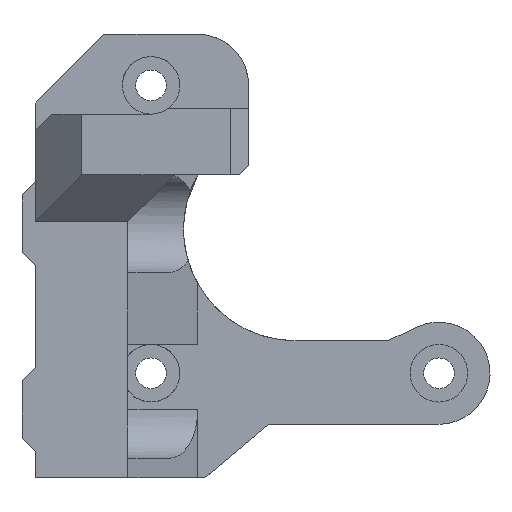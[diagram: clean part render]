
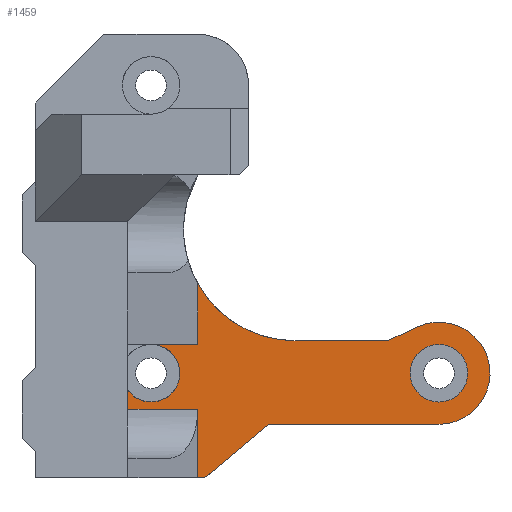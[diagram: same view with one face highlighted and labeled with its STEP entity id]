
A CAD part, front view. The second image highlights one B-rep face of the part: STEP entity #1459.
In plain terms, the highlighted planar face has unit normal (0, -1, 0).
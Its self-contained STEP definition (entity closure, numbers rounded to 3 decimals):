
#58=FACE_BOUND('',#233,.T.);
#75=CIRCLE('',#1551,12.);
#82=CIRCLE('',#1569,3.1);
#89=CIRCLE('',#1589,5.5);
#90=CIRCLE('',#1590,3.1);
#144=FACE_OUTER_BOUND('',#232,.T.);
#232=EDGE_LOOP('',(#1179,#1180,#1181,#1182,#1183,#1184,#1185,#1186,#1187,
#1188,#1189,#1190,#1191));
#233=EDGE_LOOP('',(#1192));
#328=LINE('',#2205,#486);
#362=LINE('',#2320,#520);
#369=LINE('',#2348,#527);
#377=LINE('',#2363,#535);
#378=LINE('',#2369,#536);
#381=LINE('',#2376,#539);
#382=LINE('',#2378,#540);
#383=LINE('',#2380,#541);
#384=LINE('',#2384,#542);
#385=LINE('',#2385,#543);
#486=VECTOR('',#1746,10.);
#520=VECTOR('',#1838,10.);
#527=VECTOR('',#1869,10.);
#535=VECTOR('',#1885,10.);
#536=VECTOR('',#1892,10.);
#539=VECTOR('',#1899,10.);
#540=VECTOR('',#1902,10.);
#541=VECTOR('',#1903,10.);
#542=VECTOR('',#1906,10.);
#543=VECTOR('',#1907,10.);
#639=VERTEX_POINT('',#2202);
#640=VERTEX_POINT('',#2204);
#664=VERTEX_POINT('',#2271);
#665=VERTEX_POINT('',#2273);
#678=VERTEX_POINT('',#2318);
#680=VERTEX_POINT('',#2325);
#681=VERTEX_POINT('',#2327);
#685=VERTEX_POINT('',#2344);
#687=VERTEX_POINT('',#2347);
#694=VERTEX_POINT('',#2374);
#695=VERTEX_POINT('',#2379);
#696=VERTEX_POINT('',#2381);
#697=VERTEX_POINT('',#2383);
#698=VERTEX_POINT('',#2386);
#791=EDGE_CURVE('',#640,#639,#328,.T.);
#820=EDGE_CURVE('',#665,#664,#75,.T.);
#844=EDGE_CURVE('',#664,#678,#362,.T.);
#848=EDGE_CURVE('',#680,#681,#82,.T.);
#858=EDGE_CURVE('',#687,#685,#369,.T.);
#867=EDGE_CURVE('',#680,#687,#377,.T.);
#870=EDGE_CURVE('',#681,#678,#378,.T.);
#873=EDGE_CURVE('',#685,#694,#381,.T.);
#874=EDGE_CURVE('',#694,#640,#382,.T.);
#875=EDGE_CURVE('',#639,#695,#383,.T.);
#876=EDGE_CURVE('',#696,#695,#89,.T.);
#877=EDGE_CURVE('',#696,#697,#384,.T.);
#878=EDGE_CURVE('',#665,#697,#385,.T.);
#879=EDGE_CURVE('',#698,#698,#90,.T.);
#1179=ORIENTED_EDGE('',*,*,#873,.T.);
#1180=ORIENTED_EDGE('',*,*,#874,.T.);
#1181=ORIENTED_EDGE('',*,*,#791,.T.);
#1182=ORIENTED_EDGE('',*,*,#875,.T.);
#1183=ORIENTED_EDGE('',*,*,#876,.F.);
#1184=ORIENTED_EDGE('',*,*,#877,.T.);
#1185=ORIENTED_EDGE('',*,*,#878,.F.);
#1186=ORIENTED_EDGE('',*,*,#820,.T.);
#1187=ORIENTED_EDGE('',*,*,#844,.T.);
#1188=ORIENTED_EDGE('',*,*,#870,.F.);
#1189=ORIENTED_EDGE('',*,*,#848,.F.);
#1190=ORIENTED_EDGE('',*,*,#867,.T.);
#1191=ORIENTED_EDGE('',*,*,#858,.T.);
#1192=ORIENTED_EDGE('',*,*,#879,.F.);
#1389=PLANE('',#1588);
#1459=ADVANCED_FACE('',(#144,#58),#1389,.F.);
#1551=AXIS2_PLACEMENT_3D('',#2274,#1789,#1790);
#1569=AXIS2_PLACEMENT_3D('',#2328,#1845,#1846);
#1588=AXIS2_PLACEMENT_3D('',#2377,#1900,#1901);
#1589=AXIS2_PLACEMENT_3D('',#2382,#1904,#1905);
#1590=AXIS2_PLACEMENT_3D('',#2387,#1908,#1909);
#1746=DIRECTION('',(0.766,0.,0.643));
#1789=DIRECTION('center_axis',(0.,1.,0.));
#1790=DIRECTION('ref_axis',(0.,0.,-1.));
#1838=DIRECTION('',(0.,0.,-1.));
#1845=DIRECTION('center_axis',(0.,-1.,0.));
#1846=DIRECTION('ref_axis',(1.,0.,0.));
#1869=DIRECTION('',(1.,0.,0.));
#1885=DIRECTION('',(0.,0.,-1.));
#1892=DIRECTION('',(1.,0.,0.));
#1899=DIRECTION('',(0.,0.,-1.));
#1900=DIRECTION('center_axis',(0.,1.,0.));
#1901=DIRECTION('ref_axis',(1.,0.,0.));
#1902=DIRECTION('',(1.,0.,0.));
#1903=DIRECTION('',(1.,0.,0.));
#1904=DIRECTION('center_axis',(0.,1.,0.));
#1905=DIRECTION('ref_axis',(-0.423,0.,0.906));
#1906=DIRECTION('',(-0.906,0.,-0.423));
#1907=DIRECTION('',(1.,0.,0.));
#1908=DIRECTION('center_axis',(0.,-1.,0.));
#1909=DIRECTION('ref_axis',(1.,0.,0.));
#2202=CARTESIAN_POINT('',(12.653,0.,-5.5));
#2204=CARTESIAN_POINT('',(5.8,0.,-11.25));
#2205=CARTESIAN_POINT('',(5.8,0.,-11.25));
#2271=CARTESIAN_POINT('',(5.023,0.,9.65));
#2273=CARTESIAN_POINT('',(15.5,0.,3.5));
#2274=CARTESIAN_POINT('Origin',(15.5,0.,15.5));
#2318=CARTESIAN_POINT('',(5.023,0.,3.1));
#2320=CARTESIAN_POINT('',(5.023,0.,16.988));
#2325=CARTESIAN_POINT('',(-2.5,0.,-1.833));
#2327=CARTESIAN_POINT('',(0.,0.,3.1));
#2328=CARTESIAN_POINT('Origin',(0.,0.,0.));
#2344=CARTESIAN_POINT('',(5.023,0.,-3.9));
#2347=CARTESIAN_POINT('',(-2.5,0.,-3.9));
#2348=CARTESIAN_POINT('',(-2.5,0.,-3.9));
#2363=CARTESIAN_POINT('',(-2.5,0.,-1.833));
#2369=CARTESIAN_POINT('',(-2.5,0.,3.1));
#2374=CARTESIAN_POINT('',(5.023,0.,-11.25));
#2376=CARTESIAN_POINT('',(5.023,0.,16.988));
#2377=CARTESIAN_POINT('Origin',(11.3,0.,12.625));
#2378=CARTESIAN_POINT('',(-12.5,0.,-11.25));
#2379=CARTESIAN_POINT('',(31.,0.,-5.5));
#2380=CARTESIAN_POINT('',(12.653,0.,-5.5));
#2381=CARTESIAN_POINT('',(28.676,0.,4.985));
#2382=CARTESIAN_POINT('Origin',(31.,0.,0.));
#2383=CARTESIAN_POINT('',(25.492,0.,3.5));
#2384=CARTESIAN_POINT('',(28.676,0.,4.985));
#2385=CARTESIAN_POINT('',(15.5,0.,3.5));
#2386=CARTESIAN_POINT('',(27.9,0.,0.));
#2387=CARTESIAN_POINT('Origin',(31.,0.,0.));
